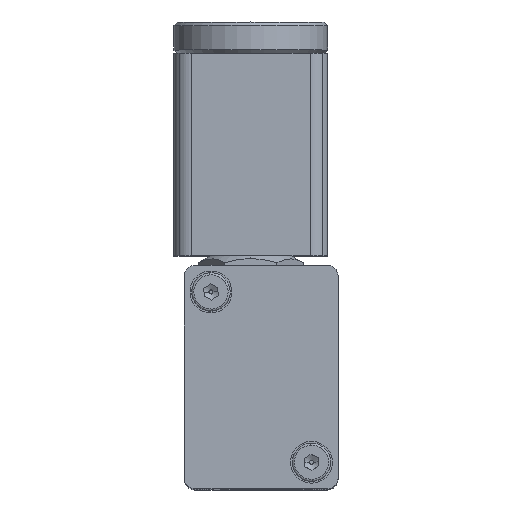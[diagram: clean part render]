
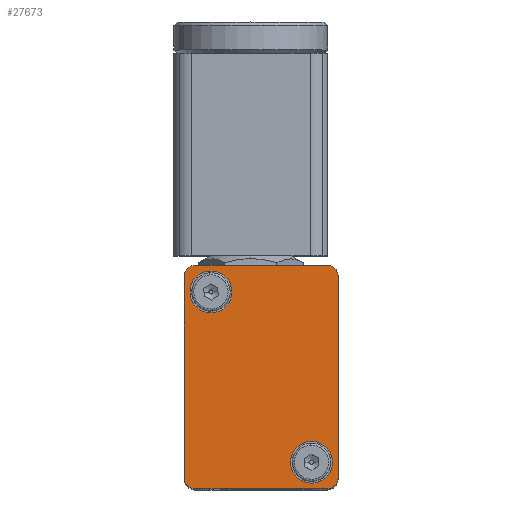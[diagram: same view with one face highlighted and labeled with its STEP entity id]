
A CAD part, top view. The second image highlights one B-rep face of the part: STEP entity #27673.
In plain terms, the highlighted face is planar.
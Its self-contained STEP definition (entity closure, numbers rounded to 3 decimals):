
#26087=CARTESIAN_POINT('',(7.2,6.25,15.2));
#26088=VERTEX_POINT('',#26087);
#26104=CARTESIAN_POINT('',(7.2,6.25,9.2));
#26105=VERTEX_POINT('',#26104);
#26112=CARTESIAN_POINT('',(7.2,6.25,12.2));
#26113=DIRECTION('',(0.0,-1.0,0.0));
#26114=DIRECTION('',(0.0,0.0,1.0));
#26115=AXIS2_PLACEMENT_3D('',#26112,#26113,#26114);
#26116=CIRCLE('',#26115,3.0);
#26117=EDGE_CURVE('',#26088,#26105,#26116,.T.);
#26129=CARTESIAN_POINT('',(-7.2,6.25,-9.2));
#26130=VERTEX_POINT('',#26129);
#26146=CARTESIAN_POINT('',(-7.2,6.25,-15.2));
#26147=VERTEX_POINT('',#26146);
#26154=CARTESIAN_POINT('',(-7.2,6.25,-12.2));
#26155=DIRECTION('',(0.0,-1.0,0.0));
#26156=DIRECTION('',(0.0,0.0,1.0));
#26157=AXIS2_PLACEMENT_3D('',#26154,#26155,#26156);
#26158=CIRCLE('',#26157,3.0);
#26159=EDGE_CURVE('',#26130,#26147,#26158,.T.);
#26171=CARTESIAN_POINT('',(-10.561,6.25,15.561));
#26172=VERTEX_POINT('',#26171);
#26188=CARTESIAN_POINT('',(-9.5,6.25,16.));
#26189=VERTEX_POINT('',#26188);
#26196=CARTESIAN_POINT('',(-9.5,6.25,14.5));
#26197=DIRECTION('',(0.0,-1.,0.0));
#26198=DIRECTION('',(-0.707,0.0,0.707));
#26199=AXIS2_PLACEMENT_3D('',#26196,#26197,#26198);
#26200=CIRCLE('',#26199,1.5);
#26201=EDGE_CURVE('',#26189,#26172,#26200,.T.);
#26213=CARTESIAN_POINT('',(-10.561,6.25,-15.561));
#26214=VERTEX_POINT('',#26213);
#26230=CARTESIAN_POINT('',(-11.0,6.25,-14.5));
#26231=VERTEX_POINT('',#26230);
#26238=CARTESIAN_POINT('',(-9.5,6.25,-14.5));
#26239=DIRECTION('',(0.0,-1.,0.0));
#26240=DIRECTION('',(-0.707,0.0,-0.707));
#26241=AXIS2_PLACEMENT_3D('',#26238,#26239,#26240);
#26242=CIRCLE('',#26241,1.5);
#26243=EDGE_CURVE('',#26231,#26214,#26242,.T.);
#26255=CARTESIAN_POINT('',(10.561,6.25,-15.561));
#26256=VERTEX_POINT('',#26255);
#26272=CARTESIAN_POINT('',(9.5,6.25,-16.0));
#26273=VERTEX_POINT('',#26272);
#26280=CARTESIAN_POINT('',(9.5,6.25,-14.5));
#26281=DIRECTION('',(0.0,-1.,0.0));
#26282=DIRECTION('',(0.707,0.0,-0.707));
#26283=AXIS2_PLACEMENT_3D('',#26280,#26281,#26282);
#26284=CIRCLE('',#26283,1.5);
#26285=EDGE_CURVE('',#26273,#26256,#26284,.T.);
#26297=CARTESIAN_POINT('',(10.561,6.25,15.561));
#26298=VERTEX_POINT('',#26297);
#26314=CARTESIAN_POINT('',(11.0,6.25,14.5));
#26315=VERTEX_POINT('',#26314);
#26322=CARTESIAN_POINT('',(9.5,6.25,14.5));
#26323=DIRECTION('',(0.0,-1.,0.0));
#26324=DIRECTION('',(0.707,0.0,0.707));
#26325=AXIS2_PLACEMENT_3D('',#26322,#26323,#26324);
#26326=CIRCLE('',#26325,1.5);
#26327=EDGE_CURVE('',#26315,#26298,#26326,.T.);
#27546=CARTESIAN_POINT('',(9.5,6.25,16.));
#27547=VERTEX_POINT('',#27546);
#27548=CARTESIAN_POINT('',(9.5,6.25,14.5));
#27549=DIRECTION('',(0.0,-1.,0.0));
#27550=DIRECTION('',(0.707,0.0,0.707));
#27551=AXIS2_PLACEMENT_3D('',#27548,#27549,#27550);
#27552=CIRCLE('',#27551,1.5);
#27553=EDGE_CURVE('',#26298,#27547,#27552,.T.);
#27579=CARTESIAN_POINT('',(9.5,6.25,16.));
#27580=DIRECTION('',(-1.0,0.0,0.0));
#27581=VECTOR('',#27580,19.0);
#27582=LINE('',#27579,#27581);
#27583=EDGE_CURVE('',#27547,#26189,#27582,.T.);
#27595=CARTESIAN_POINT('',(0.,6.25,0.));
#27596=DIRECTION('',(0.0,1.0,0.0));
#27597=DIRECTION('',(0.0,0.0,1.0));
#27598=AXIS2_PLACEMENT_3D('',#27595,#27596,#27597);
#27599=PLANE('',#27598);
#27600=ORIENTED_EDGE('',*,*,#26327,.F.);
#27601=CARTESIAN_POINT('',(11.0,6.25,-14.5));
#27602=VERTEX_POINT('',#27601);
#27603=CARTESIAN_POINT('',(11.0,6.25,-14.5));
#27604=DIRECTION('',(0.0,0.0,1.0));
#27605=VECTOR('',#27604,29.0);
#27606=LINE('',#27603,#27605);
#27607=EDGE_CURVE('',#27602,#26315,#27606,.T.);
#27608=ORIENTED_EDGE('',*,*,#27607,.F.);
#27609=CARTESIAN_POINT('',(9.5,6.25,-14.5));
#27610=DIRECTION('',(0.0,-1.,0.0));
#27611=DIRECTION('',(0.707,0.0,-0.707));
#27612=AXIS2_PLACEMENT_3D('',#27609,#27610,#27611);
#27613=CIRCLE('',#27612,1.5);
#27614=EDGE_CURVE('',#26256,#27602,#27613,.T.);
#27615=ORIENTED_EDGE('',*,*,#27614,.F.);
#27616=ORIENTED_EDGE('',*,*,#26285,.F.);
#27617=CARTESIAN_POINT('',(-9.5,6.25,-16.));
#27618=VERTEX_POINT('',#27617);
#27619=CARTESIAN_POINT('',(-9.5,6.25,-16.));
#27620=DIRECTION('',(1.0,0.0,0.0));
#27621=VECTOR('',#27620,19.0);
#27622=LINE('',#27619,#27621);
#27623=EDGE_CURVE('',#27618,#26273,#27622,.T.);
#27624=ORIENTED_EDGE('',*,*,#27623,.F.);
#27625=CARTESIAN_POINT('',(-9.5,6.25,-14.5));
#27626=DIRECTION('',(0.0,-1.,0.0));
#27627=DIRECTION('',(-0.707,0.0,-0.707));
#27628=AXIS2_PLACEMENT_3D('',#27625,#27626,#27627);
#27629=CIRCLE('',#27628,1.5);
#27630=EDGE_CURVE('',#26214,#27618,#27629,.T.);
#27631=ORIENTED_EDGE('',*,*,#27630,.F.);
#27632=ORIENTED_EDGE('',*,*,#26243,.F.);
#27633=CARTESIAN_POINT('',(-11.0,6.25,14.5));
#27634=VERTEX_POINT('',#27633);
#27635=CARTESIAN_POINT('',(-11.0,6.25,14.5));
#27636=DIRECTION('',(0.0,0.0,-1.0));
#27637=VECTOR('',#27636,29.);
#27638=LINE('',#27635,#27637);
#27639=EDGE_CURVE('',#27634,#26231,#27638,.T.);
#27640=ORIENTED_EDGE('',*,*,#27639,.F.);
#27641=CARTESIAN_POINT('',(-9.5,6.25,14.5));
#27642=DIRECTION('',(0.0,-1.,0.0));
#27643=DIRECTION('',(-0.707,0.0,0.707));
#27644=AXIS2_PLACEMENT_3D('',#27641,#27642,#27643);
#27645=CIRCLE('',#27644,1.5);
#27646=EDGE_CURVE('',#26172,#27634,#27645,.T.);
#27647=ORIENTED_EDGE('',*,*,#27646,.F.);
#27648=ORIENTED_EDGE('',*,*,#26201,.F.);
#27649=ORIENTED_EDGE('',*,*,#27583,.F.);
#27650=ORIENTED_EDGE('',*,*,#27553,.F.);
#27651=EDGE_LOOP('',(#27600,#27608,#27615,#27616,#27624,#27631,#27632,#27640,#27647,#27648,#27649,#27650));
#27652=FACE_OUTER_BOUND('',#27651,.T.);
#27653=ORIENTED_EDGE('',*,*,#26159,.T.);
#27654=CARTESIAN_POINT('',(-7.2,6.25,-12.2));
#27655=DIRECTION('',(0.0,-1.0,0.0));
#27656=DIRECTION('',(0.0,0.0,1.0));
#27657=AXIS2_PLACEMENT_3D('',#27654,#27655,#27656);
#27658=CIRCLE('',#27657,3.0);
#27659=EDGE_CURVE('',#26147,#26130,#27658,.T.);
#27660=ORIENTED_EDGE('',*,*,#27659,.T.);
#27661=EDGE_LOOP('',(#27653,#27660));
#27662=FACE_BOUND('',#27661,.T.);
#27663=ORIENTED_EDGE('',*,*,#26117,.T.);
#27664=CARTESIAN_POINT('',(7.2,6.25,12.2));
#27665=DIRECTION('',(0.0,-1.0,0.0));
#27666=DIRECTION('',(0.0,0.0,1.0));
#27667=AXIS2_PLACEMENT_3D('',#27664,#27665,#27666);
#27668=CIRCLE('',#27667,3.0);
#27669=EDGE_CURVE('',#26105,#26088,#27668,.T.);
#27670=ORIENTED_EDGE('',*,*,#27669,.T.);
#27671=EDGE_LOOP('',(#27663,#27670));
#27672=FACE_BOUND('',#27671,.T.);
#27673=ADVANCED_FACE('',(#27652,#27662,#27672),#27599,.T.);
